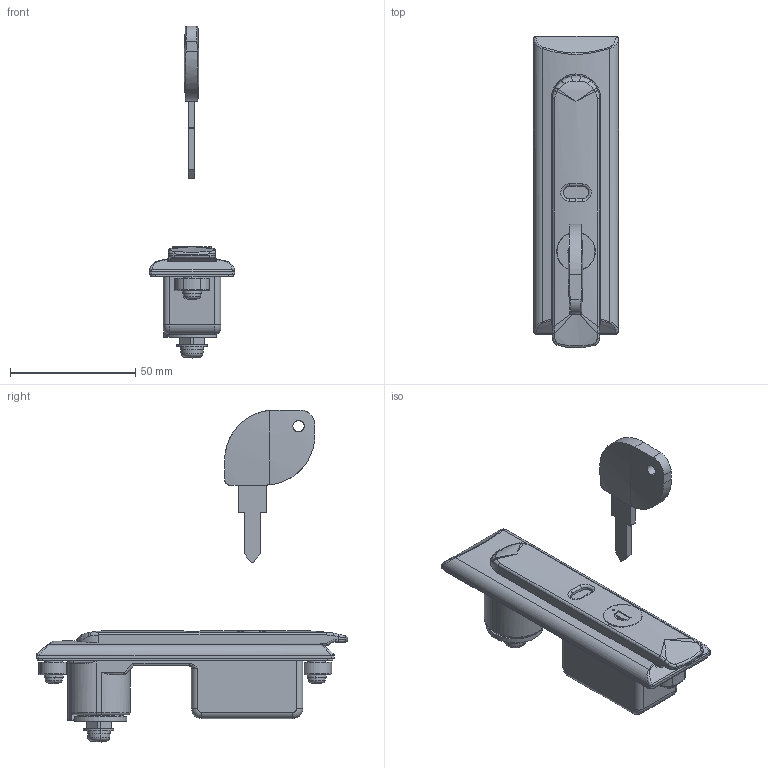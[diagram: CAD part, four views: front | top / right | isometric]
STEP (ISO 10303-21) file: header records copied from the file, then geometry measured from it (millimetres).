
FILE_DESCRIPTION (( 'STEP AP214' ), '1' );
FILE_NAME ('THA-517.STEP', '2015-02-23T00:53:26', ( '' ), ( '' ), 'SwSTEP 2.0', 'SolidWorks 2015', '' );
FILE_SCHEMA (( 'AUTOMOTIVE_DESIGN' ));
Length unit declared in the file: millimetre
Products named in the file (10): packing; lock; key; handle; screw_B; screw_A; control_cam; bracket; base; THA-517
Assembly tree (11 placements, depth 2):
  THA-517
    base
    bracket  x2
    control_cam
    screw_A
    screw_B  x2
    handle
    key
    lock
    packing
Bounding box: 34 x 124.46 x 132.61 mm (x, y, z)
Volume: 71639.4 mm3; surface area: 41365.4 mm2
Topology: 11 solids, 11 shells, 444 faces, 1105 edges, 687 vertices
Faces by surface type: plane 181, cylinder 147, torus 47, bspline 37, sphere 18, cone 14
Entity records: 13976 total; most frequent: CARTESIAN_POINT 4270, DIRECTION 1976, ORIENTED_EDGE 1946, EDGE_CURVE 973, AXIS2_PLACEMENT_3D 762, VERTEX_POINT 611, LINE 452, VECTOR 452
